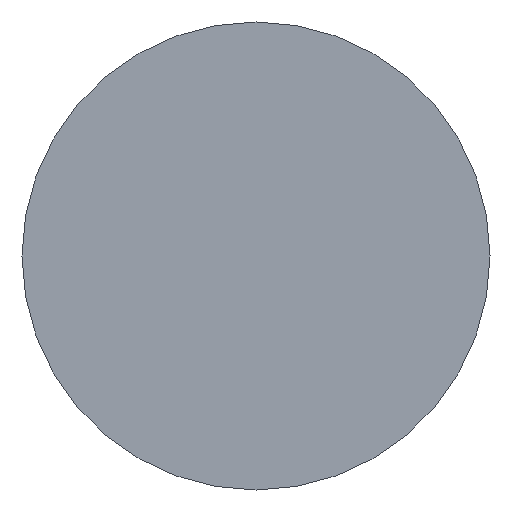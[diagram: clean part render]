
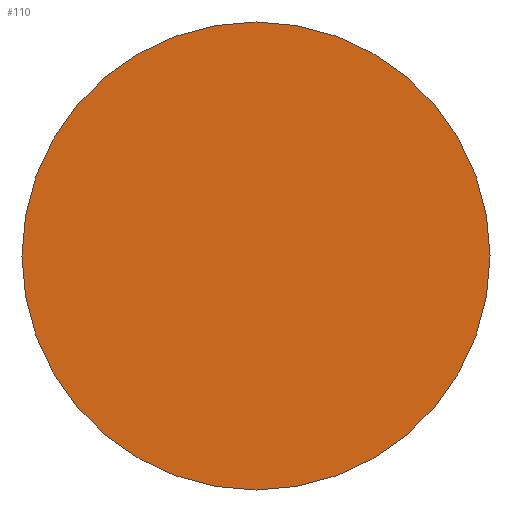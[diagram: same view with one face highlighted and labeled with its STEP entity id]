
A CAD part, front view. The second image highlights one B-rep face of the part: STEP entity #110.
In plain terms, the highlighted planar face has unit normal (0, -1, 0).
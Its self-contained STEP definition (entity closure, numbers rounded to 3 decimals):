
#1 = CARTESIAN_POINT ( 'NONE',  ( 0., 0., -4. ) ) ;
#12 = FACE_OUTER_BOUND ( 'NONE', #149, .T. ) ;
#15 = CARTESIAN_POINT ( 'NONE',  ( 0., 0., 0. ) ) ;
#16 = ORIENTED_EDGE ( 'NONE', *, *, #32, .F. ) ;
#18 = CARTESIAN_POINT ( 'NONE',  ( 0., 0., 0. ) ) ;
#32 = EDGE_CURVE ( 'NONE', #124, #109, #162, .T. ) ;
#36 = ORIENTED_EDGE ( 'NONE', *, *, #125, .F. ) ;
#41 = CARTESIAN_POINT ( 'NONE',  ( 0., 0., 0. ) ) ;
#44 = DIRECTION ( 'NONE',  ( 0., 1., 0. ) ) ;
#52 = AXIS2_PLACEMENT_3D ( 'NONE', #15, #69, #165 ) ;
#69 = DIRECTION ( 'NONE',  ( 0., 1., 0. ) ) ;
#91 = CIRCLE ( 'NONE', #144, 4. ) ;
#93 = AXIS2_PLACEMENT_3D ( 'NONE', #18, #99, #137 ) ;
#99 = DIRECTION ( 'NONE',  ( 0., 1., 0. ) ) ;
#109 = VERTEX_POINT ( 'NONE', #1 ) ;
#110 = ADVANCED_FACE ( 'NONE', ( #12 ), #152, .F. ) ;
#124 = VERTEX_POINT ( 'NONE', #127 ) ;
#125 = EDGE_CURVE ( 'NONE', #109, #124, #91, .T. ) ;
#127 = CARTESIAN_POINT ( 'NONE',  ( 0., 0., 4. ) ) ;
#137 = DIRECTION ( 'NONE',  ( 0., 0., 1. ) ) ;
#144 = AXIS2_PLACEMENT_3D ( 'NONE', #41, #44, #170 ) ;
#149 = EDGE_LOOP ( 'NONE', ( #36, #16 ) ) ;
#152 = PLANE ( 'NONE',  #93 ) ;
#162 = CIRCLE ( 'NONE', #52, 4. ) ;
#165 = DIRECTION ( 'NONE',  ( 0., 0., 1. ) ) ;
#170 = DIRECTION ( 'NONE',  ( 0., 0., 1. ) ) ;
